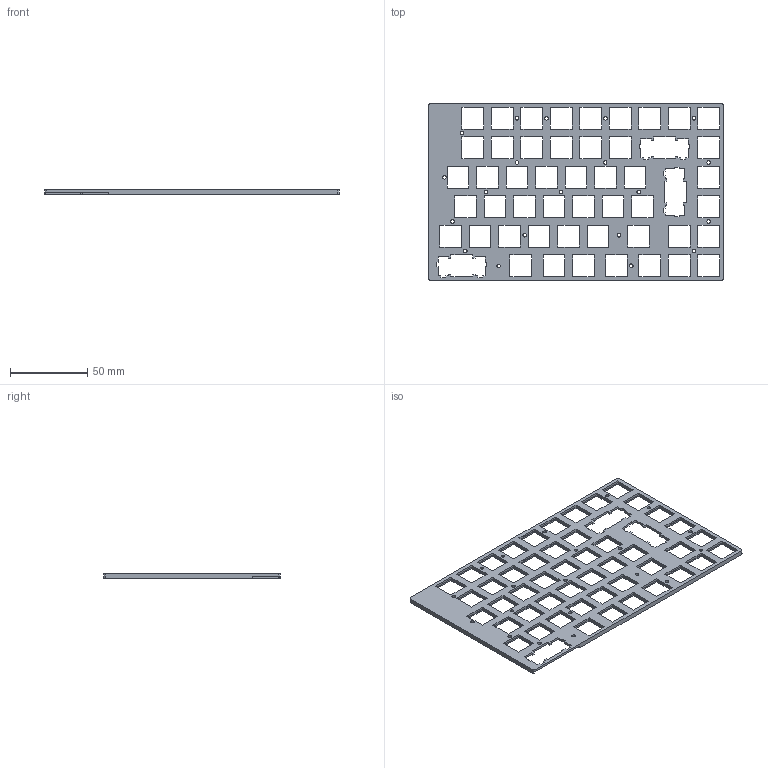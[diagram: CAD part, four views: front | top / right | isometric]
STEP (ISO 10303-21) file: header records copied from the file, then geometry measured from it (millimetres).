
FILE_DESCRIPTION(/* description */ ('HOOPS Exchange Step','CAx-IF Rec.Pracs.---Representation and Presentation of Product Manufacturing Information (PMI)---4.0---2014-10-13'),/* implementation_level */ '2;1');
FILE_NAME(/* name */ 'Plate Derecha.step',/* time_stamp */ '2025-02-14T16:41:28+01:00',/* author */ (''),/* organization */ (''),/* preprocessor_version */ 'ST-DEVELOPER v20',/* originating_system */ 'Autodesk Translation Framework v13.20.0.188',/* authorisation */ '');
FILE_SCHEMA (('AP242_MANAGED_MODEL_BASED_3D_ENGINEERING_MIM_LF { 1 0 10303 442 1 1 4 }'));
Length unit declared in the file: millimetre
Products named in the file (2): Cases; Plates
Assembly tree (1 placements, depth 2):
  Cases
    Plates
Bounding box: 190.5 x 114.3 x 3 mm (x, y, z)
Volume: 29594.6 mm3; surface area: 33521.8 mm2
Topology: 1 solids, 1 shells, 582 faces, 1596 edges, 1064 vertices
Faces by surface type: plane 558, cylinder 24
Full cylindrical faces by diameter (mm): 2.2 x1, 2.3 x19
Entity records: 18455 total; most frequent: CARTESIAN_POINT 3245, ORIENTED_EDGE 3192, DIRECTION 2817, EDGE_CURVE 1596, LINE 1545, VECTOR 1545, VERTEX_POINT 1064, EDGE_LOOP 772
